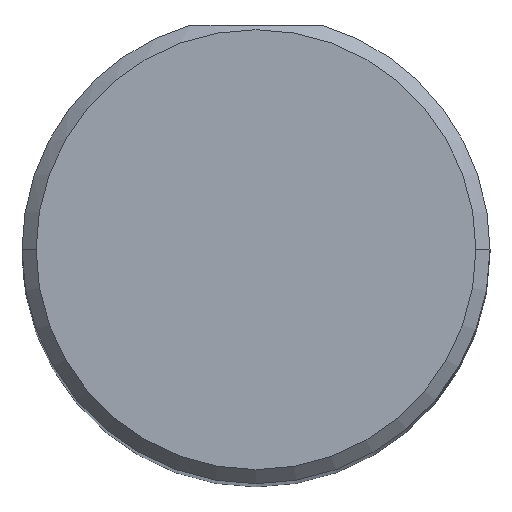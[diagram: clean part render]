
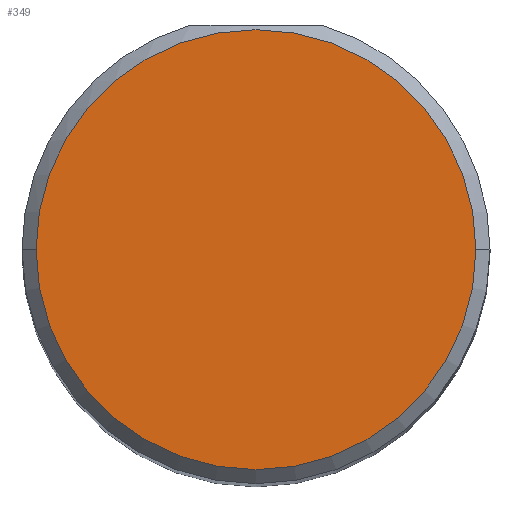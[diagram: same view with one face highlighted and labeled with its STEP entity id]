
A CAD part, top view. The second image highlights one B-rep face of the part: STEP entity #349.
In plain terms, the highlighted planar face has unit normal (0, 0, 1).
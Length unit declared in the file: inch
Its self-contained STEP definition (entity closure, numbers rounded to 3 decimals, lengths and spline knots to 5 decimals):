
#48 = EDGE_LOOP ( 'NONE', ( #75, #377 ) ) ;
#52 = CARTESIAN_POINT ( 'NONE',  ( 0.765, 0., 3. ) ) ;
#73 = EDGE_CURVE ( 'NONE', #475, #77, #247, .T. ) ;
#75 = ORIENTED_EDGE ( 'NONE', *, *, #409, .F. ) ;
#77 = VERTEX_POINT ( 'NONE', #500 ) ;
#108 = CARTESIAN_POINT ( 'NONE',  ( 1., 0., 3. ) ) ;
#224 = AXIS2_PLACEMENT_3D ( 'NONE', #346, #337, #476 ) ;
#247 = CIRCLE ( 'NONE', #389, 0.235 ) ;
#256 = AXIS2_PLACEMENT_3D ( 'NONE', #287, #521, #384 ) ;
#264 = DIRECTION ( 'NONE',  ( 0., 0., -1. ) ) ;
#273 = DIRECTION ( 'NONE',  ( -1., 0., 0. ) ) ;
#287 = CARTESIAN_POINT ( 'NONE',  ( 1., 0., 3. ) ) ;
#337 = DIRECTION ( 'NONE',  ( 0., 0., 1. ) ) ;
#346 = CARTESIAN_POINT ( 'NONE',  ( 1., 0., 3. ) ) ;
#349 = ADVANCED_FACE ( 'NONE', ( #578 ), #571, .T. ) ;
#377 = ORIENTED_EDGE ( 'NONE', *, *, #73, .F. ) ;
#384 = DIRECTION ( 'NONE',  ( -1., 0., 0. ) ) ;
#389 = AXIS2_PLACEMENT_3D ( 'NONE', #108, #264, #273 ) ;
#409 = EDGE_CURVE ( 'NONE', #77, #475, #525, .T. ) ;
#475 = VERTEX_POINT ( 'NONE', #52 ) ;
#476 = DIRECTION ( 'NONE',  ( -1., 0., 0. ) ) ;
#500 = CARTESIAN_POINT ( 'NONE',  ( 1.235, 0., 3. ) ) ;
#521 = DIRECTION ( 'NONE',  ( 0., 0., -1. ) ) ;
#525 = CIRCLE ( 'NONE', #256, 0.235 ) ;
#571 = PLANE ( 'NONE',  #224 ) ;
#578 = FACE_OUTER_BOUND ( 'NONE', #48, .T. ) ;
